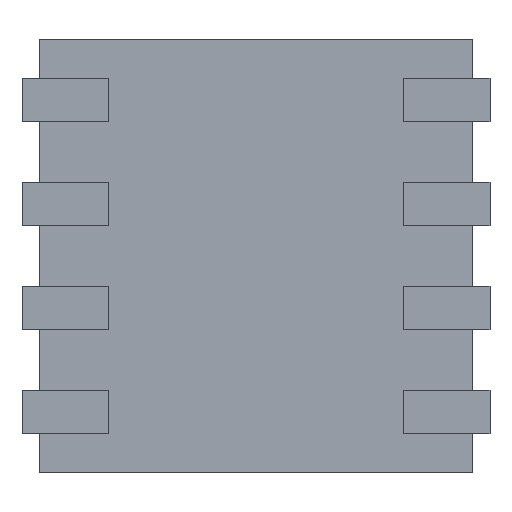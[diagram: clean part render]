
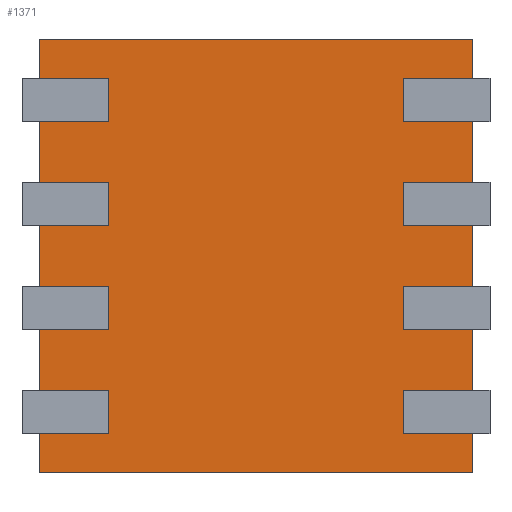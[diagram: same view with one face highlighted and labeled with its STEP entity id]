
A CAD part, front view. The second image highlights one B-rep face of the part: STEP entity #1371.
In plain terms, the highlighted planar face has unit normal (0, -1, 0).
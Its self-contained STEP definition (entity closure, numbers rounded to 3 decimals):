
#52 = ORIENTED_EDGE ( 'NONE', *, *, #619, .F. ) ;
#199 = VECTOR ( 'NONE', #2192, 1000. ) ;
#394 = CARTESIAN_POINT ( 'NONE',  ( -2.5, 0.1, 2.5 ) ) ;
#466 = DIRECTION ( 'NONE',  ( 0., 0., -1. ) ) ;
#499 = AXIS2_PLACEMENT_3D ( 'NONE', #1681, #1890, #466 ) ;
#577 = CARTESIAN_POINT ( 'NONE',  ( 2.5, 0.1, 2.5 ) ) ;
#600 = VERTEX_POINT ( 'NONE', #2943 ) ;
#619 = EDGE_CURVE ( 'NONE', #931, #3245, #2289, .T. ) ;
#661 = DIRECTION ( 'NONE',  ( 0., 0., 1. ) ) ;
#742 = EDGE_CURVE ( 'NONE', #3245, #2113, #1269, .T. ) ;
#764 = VECTOR ( 'NONE', #1886, 1000. ) ;
#931 = VERTEX_POINT ( 'NONE', #1898 ) ;
#957 = ORIENTED_EDGE ( 'NONE', *, *, #742, .F. ) ;
#1148 = CARTESIAN_POINT ( 'NONE',  ( -2.5, 0.1, 2.5 ) ) ;
#1245 = VECTOR ( 'NONE', #2332, 1000. ) ;
#1269 = LINE ( 'NONE', #1432, #199 ) ;
#1371 = ADVANCED_FACE ( 'NONE', ( #2750 ), #1905, .T. ) ;
#1432 = CARTESIAN_POINT ( 'NONE',  ( 2.5, 0.1, 2.5 ) ) ;
#1554 = CARTESIAN_POINT ( 'NONE',  ( 2.5, 0.1, -2.5 ) ) ;
#1571 = ORIENTED_EDGE ( 'NONE', *, *, #2054, .F. ) ;
#1681 = CARTESIAN_POINT ( 'NONE',  ( 0., 0.1, 0. ) ) ;
#1840 = LINE ( 'NONE', #1915, #764 ) ;
#1886 = DIRECTION ( 'NONE',  ( -1., 0., 0. ) ) ;
#1890 = DIRECTION ( 'NONE',  ( 0., -1., 0. ) ) ;
#1898 = CARTESIAN_POINT ( 'NONE',  ( -2.5, 0.1, 2.5 ) ) ;
#1905 = PLANE ( 'NONE',  #499 ) ;
#1915 = CARTESIAN_POINT ( 'NONE',  ( -2.5, 0.1, -2.5 ) ) ;
#2002 = ORIENTED_EDGE ( 'NONE', *, *, #2796, .F. ) ;
#2054 = EDGE_CURVE ( 'NONE', #600, #931, #2519, .T. ) ;
#2100 = EDGE_LOOP ( 'NONE', ( #957, #52, #1571, #2002 ) ) ;
#2113 = VERTEX_POINT ( 'NONE', #1554 ) ;
#2192 = DIRECTION ( 'NONE',  ( 0., 0., -1. ) ) ;
#2289 = LINE ( 'NONE', #1148, #1245 ) ;
#2332 = DIRECTION ( 'NONE',  ( 1., 0., 0. ) ) ;
#2519 = LINE ( 'NONE', #394, #2597 ) ;
#2597 = VECTOR ( 'NONE', #661, 1000. ) ;
#2750 = FACE_OUTER_BOUND ( 'NONE', #2100, .T. ) ;
#2796 = EDGE_CURVE ( 'NONE', #2113, #600, #1840, .T. ) ;
#2943 = CARTESIAN_POINT ( 'NONE',  ( -2.5, 0.1, -2.5 ) ) ;
#3245 = VERTEX_POINT ( 'NONE', #577 ) ;
